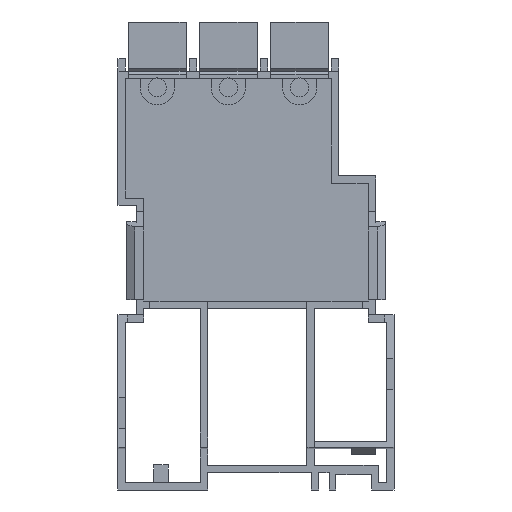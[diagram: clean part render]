
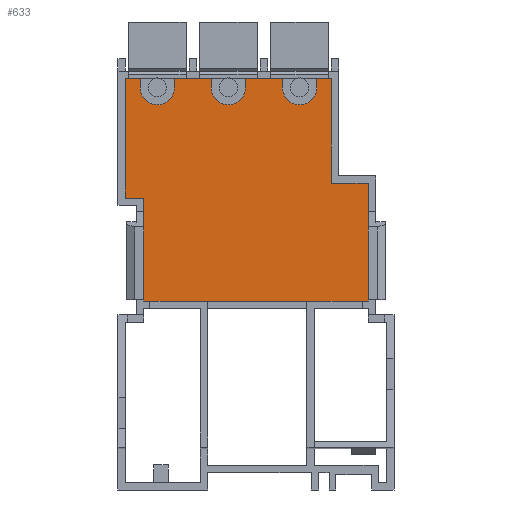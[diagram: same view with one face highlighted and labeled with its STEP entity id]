
A CAD part, front view. The second image highlights one B-rep face of the part: STEP entity #633.
In plain terms, the highlighted planar face has unit normal (0, -1, 0).
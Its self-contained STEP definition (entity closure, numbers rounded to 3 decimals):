
#633 = ADVANCED_FACE( '', ( #1420 ), #1421, .F. );
#1420 = FACE_OUTER_BOUND( '', #2357, .T. );
#1421 = PLANE( '', #2358 );
#2357 = EDGE_LOOP( '', ( #4265, #4266, #4267, #4268, #4269, #4270, #4271, #4272, #4273, #4274, #4275, #4276, #4277, #4278, #4279, #4280, #4281, #4282, #4283, #4284 ) );
#2358 = AXIS2_PLACEMENT_3D( '', #4285, #4286, #4287 );
#4265 = ORIENTED_EDGE( '', *, *, #6609, .F. );
#4266 = ORIENTED_EDGE( '', *, *, #6296, .F. );
#4267 = ORIENTED_EDGE( '', *, *, #6198, .F. );
#4268 = ORIENTED_EDGE( '', *, *, #6610, .F. );
#4269 = ORIENTED_EDGE( '', *, *, #5852, .F. );
#4270 = ORIENTED_EDGE( '', *, *, #6611, .F. );
#4271 = ORIENTED_EDGE( '', *, *, #6612, .F. );
#4272 = ORIENTED_EDGE( '', *, *, #6442, .F. );
#4273 = ORIENTED_EDGE( '', *, *, #5896, .F. );
#4274 = ORIENTED_EDGE( '', *, *, #6613, .F. );
#4275 = ORIENTED_EDGE( '', *, *, #6365, .F. );
#4276 = ORIENTED_EDGE( '', *, *, #6614, .F. );
#4277 = ORIENTED_EDGE( '', *, *, #6556, .F. );
#4278 = ORIENTED_EDGE( '', *, *, #6238, .F. );
#4279 = ORIENTED_EDGE( '', *, *, #6615, .F. );
#4280 = ORIENTED_EDGE( '', *, *, #6262, .F. );
#4281 = ORIENTED_EDGE( '', *, *, #6616, .F. );
#4282 = ORIENTED_EDGE( '', *, *, #6617, .F. );
#4283 = ORIENTED_EDGE( '', *, *, #6132, .F. );
#4284 = ORIENTED_EDGE( '', *, *, #6021, .F. );
#4285 = CARTESIAN_POINT( '', ( 0., 12., 0. ) );
#4286 = DIRECTION( '', ( 0., 1., 0. ) );
#4287 = DIRECTION( '', ( 0., 0., 1. ) );
#5852 = EDGE_CURVE( '', #7075, #7077, #7078, .T. );
#5896 = EDGE_CURVE( '', #7155, #7157, #7158, .T. );
#6021 = EDGE_CURVE( '', #7373, #7376, #7377, .F. );
#6132 = EDGE_CURVE( '', #7376, #7570, #7571, .T. );
#6198 = EDGE_CURVE( '', #7683, #7684, #7685, .T. );
#6238 = EDGE_CURVE( '', #7754, #7756, #7757, .T. );
#6262 = EDGE_CURVE( '', #7790, #7792, #7793, .T. );
#6296 = EDGE_CURVE( '', #7684, #7844, #7845, .T. );
#6365 = EDGE_CURVE( '', #7949, #7951, #7952, .T. );
#6442 = EDGE_CURVE( '', #7157, #8076, #8077, .F. );
#6556 = EDGE_CURVE( '', #7756, #8238, #8239, .T. );
#6609 = EDGE_CURVE( '', #7844, #7373, #8309, .T. );
#6610 = EDGE_CURVE( '', #7077, #7683, #8310, .F. );
#6611 = EDGE_CURVE( '', #8311, #7075, #8312, .T. );
#6612 = EDGE_CURVE( '', #8076, #8311, #8313, .T. );
#6613 = EDGE_CURVE( '', #7951, #7155, #8314, .T. );
#6614 = EDGE_CURVE( '', #8238, #7949, #8315, .T. );
#6615 = EDGE_CURVE( '', #7792, #7754, #8316, .T. );
#6616 = EDGE_CURVE( '', #8317, #7790, #8318, .T. );
#6617 = EDGE_CURVE( '', #7570, #8317, #8319, .T. );
#7075 = VERTEX_POINT( '', #8894 );
#7077 = VERTEX_POINT( '', #8897 );
#7078 = LINE( '', #8898, #8899 );
#7155 = VERTEX_POINT( '', #9006 );
#7157 = VERTEX_POINT( '', #9009 );
#7158 = LINE( '', #9010, #9011 );
#7373 = VERTEX_POINT( '', #9316 );
#7376 = VERTEX_POINT( '', #9320 );
#7377 = CIRCLE( '', #9321, 2.8 );
#7570 = VERTEX_POINT( '', #9589 );
#7571 = LINE( '', #9590, #9591 );
#7683 = VERTEX_POINT( '', #9755 );
#7684 = VERTEX_POINT( '', #9756 );
#7685 = LINE( '', #9757, #9758 );
#7754 = VERTEX_POINT( '', #9857 );
#7756 = VERTEX_POINT( '', #9860 );
#7757 = LINE( '', #9861, #9862 );
#7790 = VERTEX_POINT( '', #9912 );
#7792 = VERTEX_POINT( '', #9915 );
#7793 = LINE( '', #9916, #9917 );
#7844 = VERTEX_POINT( '', #9994 );
#7845 = LINE( '', #9995, #9996 );
#7949 = VERTEX_POINT( '', #10149 );
#7951 = VERTEX_POINT( '', #10152 );
#7952 = LINE( '', #10153, #10154 );
#8076 = VERTEX_POINT( '', #10331 );
#8077 = CIRCLE( '', #10332, 2.8 );
#8238 = VERTEX_POINT( '', #10576 );
#8239 = LINE( '', #10577, #10578 );
#8309 = LINE( '', #10680, #10681 );
#8310 = CIRCLE( '', #10682, 2.8 );
#8311 = VERTEX_POINT( '', #10683 );
#8312 = LINE( '', #10684, #10685 );
#8313 = LINE( '', #10686, #10687 );
#8314 = LINE( '', #10688, #10689 );
#8315 = LINE( '', #10690, #10691 );
#8316 = LINE( '', #10692, #10693 );
#8317 = VERTEX_POINT( '', #10694 );
#8318 = LINE( '', #10695, #10696 );
#8319 = LINE( '', #10697, #10698 );
#8894 = CARTESIAN_POINT( '', ( 15.2, 12., 67.1 ) );
#8897 = CARTESIAN_POINT( '', ( 15.2, 12., 65.6 ) );
#8898 = CARTESIAN_POINT( '', ( 15.2, 12., 0. ) );
#8899 = VECTOR( '', #11433, 1000. );
#9006 = CARTESIAN_POINT( '', ( 3.6, 12., 67.1 ) );
#9009 = CARTESIAN_POINT( '', ( 3.6, 12., 65.6 ) );
#9010 = CARTESIAN_POINT( '', ( 3.6, 12., 0. ) );
#9011 = VECTOR( '', #11477, 1000. );
#9316 = CARTESIAN_POINT( '', ( 26.8, 12., 65.6 ) );
#9320 = CARTESIAN_POINT( '', ( 32.4, 12., 65.6 ) );
#9321 = AXIS2_PLACEMENT_3D( '', #11596, #11597, #11598 );
#9589 = CARTESIAN_POINT( '', ( 32.4, 12., 67.1 ) );
#9590 = CARTESIAN_POINT( '', ( 32.4, 12., 0. ) );
#9591 = VECTOR( '', #11731, 1000. );
#9755 = CARTESIAN_POINT( '', ( 20.8, 12., 65.6 ) );
#9756 = CARTESIAN_POINT( '', ( 20.8, 12., 67.1 ) );
#9757 = CARTESIAN_POINT( '', ( 20.8, 12., 0. ) );
#9758 = VECTOR( '', #11790, 1000. );
#9857 = CARTESIAN_POINT( '', ( 40.8, 12., 30.8 ) );
#9860 = CARTESIAN_POINT( '', ( 4.2, 12., 30.8 ) );
#9861 = CARTESIAN_POINT( '', ( 40.8, 12., 30.8 ) );
#9862 = VECTOR( '', #11828, 1000. );
#9912 = CARTESIAN_POINT( '', ( 34.8, 12., 50. ) );
#9915 = CARTESIAN_POINT( '', ( 40.8, 12., 50. ) );
#9916 = CARTESIAN_POINT( '', ( 34.8, 12., 50. ) );
#9917 = VECTOR( '', #11847, 1000. );
#9994 = CARTESIAN_POINT( '', ( 26.8, 12., 67.1 ) );
#9995 = CARTESIAN_POINT( '', ( 1.2, 12., 67.1 ) );
#9996 = VECTOR( '', #11874, 1000. );
#10149 = CARTESIAN_POINT( '', ( 1.2, 12., 47.6 ) );
#10152 = CARTESIAN_POINT( '', ( 1.2, 12., 67.1 ) );
#10153 = CARTESIAN_POINT( '', ( 1.2, 12., 47.6 ) );
#10154 = VECTOR( '', #11937, 1000. );
#10331 = CARTESIAN_POINT( '', ( 9.2, 12., 65.6 ) );
#10332 = AXIS2_PLACEMENT_3D( '', #12021, #12022, #12023 );
#10576 = CARTESIAN_POINT( '', ( 4.2, 12., 47.6 ) );
#10577 = CARTESIAN_POINT( '', ( 4.2, 12., 30.8 ) );
#10578 = VECTOR( '', #12119, 1000. );
#10680 = CARTESIAN_POINT( '', ( 26.8, 12., 0. ) );
#10681 = VECTOR( '', #12167, 1000. );
#10682 = AXIS2_PLACEMENT_3D( '', #12168, #12169, #12170 );
#10683 = CARTESIAN_POINT( '', ( 9.2, 12., 67.1 ) );
#10684 = CARTESIAN_POINT( '', ( 1.2, 12., 67.1 ) );
#10685 = VECTOR( '', #12171, 1000. );
#10686 = CARTESIAN_POINT( '', ( 9.2, 12., 0. ) );
#10687 = VECTOR( '', #12172, 1000. );
#10688 = CARTESIAN_POINT( '', ( 1.2, 12., 67.1 ) );
#10689 = VECTOR( '', #12173, 1000. );
#10690 = CARTESIAN_POINT( '', ( 4.2, 12., 47.6 ) );
#10691 = VECTOR( '', #12174, 1000. );
#10692 = CARTESIAN_POINT( '', ( 40.8, 12., 50. ) );
#10693 = VECTOR( '', #12175, 1000. );
#10694 = CARTESIAN_POINT( '', ( 34.8, 12., 67.1 ) );
#10695 = CARTESIAN_POINT( '', ( 34.8, 12., 67.1 ) );
#10696 = VECTOR( '', #12176, 1000. );
#10697 = CARTESIAN_POINT( '', ( 1.2, 12., 67.1 ) );
#10698 = VECTOR( '', #12177, 1000. );
#11433 = DIRECTION( '', ( 0., 0., -1. ) );
#11477 = DIRECTION( '', ( 0., 0., -1. ) );
#11596 = CARTESIAN_POINT( '', ( 29.6, 12., 65.6 ) );
#11597 = DIRECTION( '', ( 0., 1., 0. ) );
#11598 = DIRECTION( '', ( 0., 0., 1. ) );
#11731 = DIRECTION( '', ( 0., 0., 1. ) );
#11790 = DIRECTION( '', ( 0., 0., 1. ) );
#11828 = DIRECTION( '', ( -1., 0., 0. ) );
#11847 = DIRECTION( '', ( 1., 0., 0. ) );
#11874 = DIRECTION( '', ( 1., 0., 0. ) );
#11937 = DIRECTION( '', ( 0., 0., 1. ) );
#12021 = CARTESIAN_POINT( '', ( 6.4, 12., 65.6 ) );
#12022 = DIRECTION( '', ( 0., 1., 0. ) );
#12023 = DIRECTION( '', ( 0., 0., 1. ) );
#12119 = DIRECTION( '', ( 0., 0., 1. ) );
#12167 = DIRECTION( '', ( 0., 0., -1. ) );
#12168 = CARTESIAN_POINT( '', ( 18., 12., 65.6 ) );
#12169 = DIRECTION( '', ( 0., 1., 0. ) );
#12170 = DIRECTION( '', ( 0., 0., 1. ) );
#12171 = DIRECTION( '', ( 1., 0., 0. ) );
#12172 = DIRECTION( '', ( 0., 0., 1. ) );
#12173 = DIRECTION( '', ( 1., 0., 0. ) );
#12174 = DIRECTION( '', ( -1., 0., 0. ) );
#12175 = DIRECTION( '', ( 0., 0., -1. ) );
#12176 = DIRECTION( '', ( 0., 0., -1. ) );
#12177 = DIRECTION( '', ( 1., 0., 0. ) );
